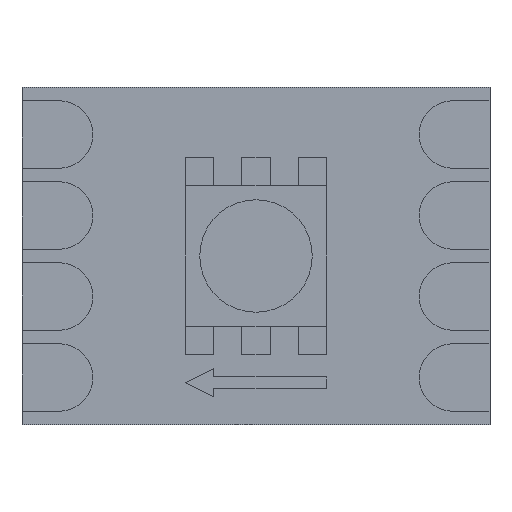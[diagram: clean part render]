
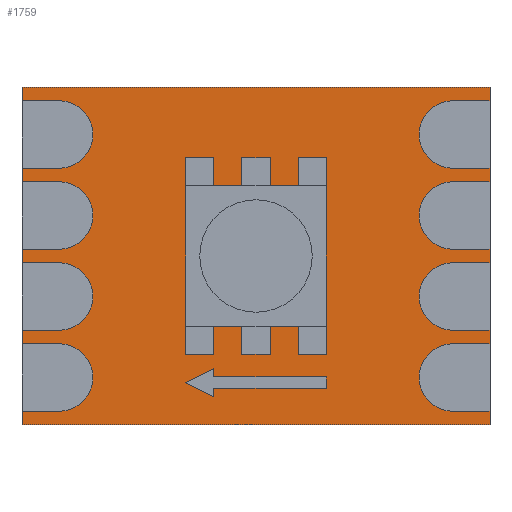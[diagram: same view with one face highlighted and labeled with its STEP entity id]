
A CAD part, front view. The second image highlights one B-rep face of the part: STEP entity #1759.
In plain terms, the highlighted planar face has unit normal (0, -1, 0).
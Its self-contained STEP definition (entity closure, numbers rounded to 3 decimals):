
#79=FACE_BOUND('',#213,.T.);
#95=FACE_OUTER_BOUND('',#212,.T.);
#212=EDGE_LOOP('',(#1214,#1215,#1216,#1217));
#213=EDGE_LOOP('',(#1218,#1219,#1220,#1221,#1222,#1223,#1224));
#319=LINE('',#2531,#539);
#323=LINE('',#2539,#543);
#326=LINE('',#2545,#546);
#329=LINE('',#2551,#549);
#332=LINE('',#2557,#552);
#335=LINE('',#2563,#555);
#338=LINE('',#2568,#558);
#340=LINE('',#2574,#560);
#344=LINE('',#2582,#564);
#347=LINE('',#2588,#567);
#350=LINE('',#2593,#570);
#539=VECTOR('',#2035,10.);
#543=VECTOR('',#2041,10.);
#546=VECTOR('',#2046,10.);
#549=VECTOR('',#2051,10.);
#552=VECTOR('',#2056,10.);
#555=VECTOR('',#2061,10.);
#558=VECTOR('',#2066,10.);
#560=VECTOR('',#2072,10.);
#564=VECTOR('',#2078,10.);
#567=VECTOR('',#2083,10.);
#570=VECTOR('',#2088,10.);
#759=VERTEX_POINT('',#2529);
#760=VERTEX_POINT('',#2530);
#763=VERTEX_POINT('',#2538);
#765=VERTEX_POINT('',#2544);
#767=VERTEX_POINT('',#2550);
#769=VERTEX_POINT('',#2556);
#771=VERTEX_POINT('',#2562);
#773=VERTEX_POINT('',#2572);
#774=VERTEX_POINT('',#2573);
#777=VERTEX_POINT('',#2581);
#779=VERTEX_POINT('',#2587);
#919=EDGE_CURVE('',#759,#760,#319,.T.);
#923=EDGE_CURVE('',#760,#763,#323,.T.);
#926=EDGE_CURVE('',#763,#765,#326,.T.);
#929=EDGE_CURVE('',#765,#767,#329,.T.);
#932=EDGE_CURVE('',#767,#769,#332,.T.);
#935=EDGE_CURVE('',#769,#771,#335,.T.);
#938=EDGE_CURVE('',#771,#759,#338,.T.);
#940=EDGE_CURVE('',#773,#774,#340,.T.);
#944=EDGE_CURVE('',#774,#777,#344,.T.);
#947=EDGE_CURVE('',#777,#779,#347,.T.);
#950=EDGE_CURVE('',#779,#773,#350,.T.);
#1214=ORIENTED_EDGE('',*,*,#950,.T.);
#1215=ORIENTED_EDGE('',*,*,#940,.T.);
#1216=ORIENTED_EDGE('',*,*,#944,.T.);
#1217=ORIENTED_EDGE('',*,*,#947,.T.);
#1218=ORIENTED_EDGE('',*,*,#919,.T.);
#1219=ORIENTED_EDGE('',*,*,#923,.T.);
#1220=ORIENTED_EDGE('',*,*,#926,.T.);
#1221=ORIENTED_EDGE('',*,*,#929,.T.);
#1222=ORIENTED_EDGE('',*,*,#932,.T.);
#1223=ORIENTED_EDGE('',*,*,#935,.T.);
#1224=ORIENTED_EDGE('',*,*,#938,.T.);
#1652=PLANE('',#1907);
#1759=ADVANCED_FACE('',(#95,#79),#1652,.F.);
#1907=AXIS2_PLACEMENT_3D('',#2596,#2092,#2093);
#2035=DIRECTION('',(-0.894,0.,0.447));
#2041=DIRECTION('',(0.894,0.,0.447));
#2046=DIRECTION('',(0.,0.,-1.));
#2051=DIRECTION('',(1.,0.,0.));
#2056=DIRECTION('',(0.,0.,-1.));
#2061=DIRECTION('',(-1.,0.,0.));
#2066=DIRECTION('',(0.,0.,-1.));
#2072=DIRECTION('',(0.,0.,-1.));
#2078=DIRECTION('',(1.,0.,0.));
#2083=DIRECTION('',(0.,0.,1.));
#2088=DIRECTION('',(-1.,0.,0.));
#2092=DIRECTION('center_axis',(0.,1.,0.));
#2093=DIRECTION('ref_axis',(1.,0.,0.));
#2529=CARTESIAN_POINT('',(-1.5,0.,-5.));
#2530=CARTESIAN_POINT('',(-2.5,0.,-4.5));
#2531=CARTESIAN_POINT('',(-2.4,0.,-4.55));
#2538=CARTESIAN_POINT('',(-1.5,0.,-4.));
#2539=CARTESIAN_POINT('',(-0.1,0.,-3.3));
#2544=CARTESIAN_POINT('',(-1.5,0.,-4.3));
#2545=CARTESIAN_POINT('',(-1.5,0.,-2.15));
#2550=CARTESIAN_POINT('',(2.5,0.,-4.3));
#2551=CARTESIAN_POINT('',(1.25,0.,-4.3));
#2556=CARTESIAN_POINT('',(2.5,0.,-4.7));
#2557=CARTESIAN_POINT('',(2.5,0.,-2.35));
#2562=CARTESIAN_POINT('',(-1.5,0.,-4.7));
#2563=CARTESIAN_POINT('',(-0.75,0.,-4.7));
#2568=CARTESIAN_POINT('',(-1.5,0.,-2.5));
#2572=CARTESIAN_POINT('',(-8.318,0.,6.));
#2573=CARTESIAN_POINT('',(-8.318,0.,-6.));
#2574=CARTESIAN_POINT('',(-8.318,0.,6.));
#2581=CARTESIAN_POINT('',(8.318,0.,-6.));
#2582=CARTESIAN_POINT('',(-8.318,0.,-6.));
#2587=CARTESIAN_POINT('',(8.318,0.,6.));
#2588=CARTESIAN_POINT('',(8.318,0.,-6.));
#2593=CARTESIAN_POINT('',(8.318,0.,6.));
#2596=CARTESIAN_POINT('Origin',(0.,0.,0.));
